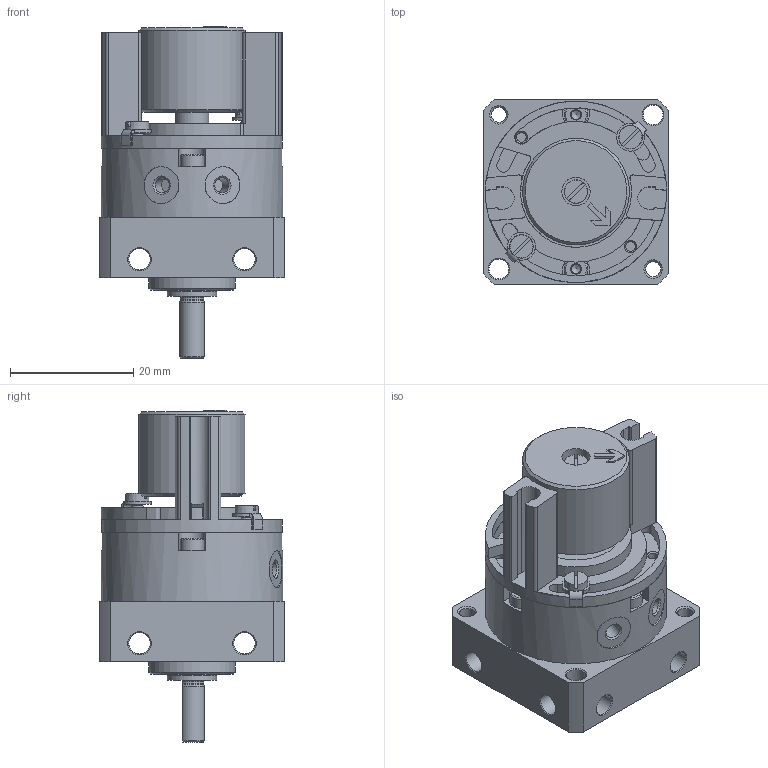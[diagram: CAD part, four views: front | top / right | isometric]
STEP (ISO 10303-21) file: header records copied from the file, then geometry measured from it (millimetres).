
FILE_DESCRIPTION(/* description */ ('STEP AP214'),/* implementation_level */ '2;1');
FILE_NAME(/* name */ '173195_DSM-6-90-P-A',/* time_stamp */ '2024-08-21T18:56:14+02:00',/* author */ ('License CC BY-ND 4.0'),/* organization */ ('CADENAS'),/* preprocessor_version */ 'ST-DEVELOPER v19.3',/* originating_system */ 'PARTsolutions',/* authorisation */ ' ');
FILE_SCHEMA (('AUTOMOTIVE_DESIGN {1 0 10303 214 3 1 1}'));
Length unit declared in the file: millimetre
Products named in the file (10): 173195 DSM-6-90-P-A---(90); 173195 DSM-6-90-P-A---(90_RZ); 173195 DSM-6-90-P-A---(K); 678676 WSM-6-SME-10---(halter_rechts); 678679 WSM-6-SME-10---(halter_links); 372798 WSM-6-SME-10---(halter_magnet); Tooth lock washer DIN 6797 - J2.2; DIN-84 - M2x10; 380816---(scheibe); DIN-84 - M2x6
Assembly tree (11 placements, depth 2):
  173195 DSM-6-90-P-A---(90)
    173195 DSM-6-90-P-A---(90_RZ)
    173195 DSM-6-90-P-A---(K)
    678676 WSM-6-SME-10---(halter_rechts)
    678679 WSM-6-SME-10---(halter_links)
    372798 WSM-6-SME-10---(halter_magnet)
    Tooth lock washer DIN 6797 - J2.2
    DIN-84 - M2x10
    380816---(scheibe)  x2
    DIN-84 - M2x6  x2
Bounding box: 30 x 30 x 53.8 mm (x, y, z)
Volume: 17505.8 mm3; surface area: 14571 mm2
Topology: 11 solids, 11 shells, 487 faces, 1193 edges, 745 vertices
Faces by surface type: plane 242, cylinder 153, cone 87, torus 5
Full cylindrical faces by diameter (mm): 1.567 x5, 2 x3, 2.2 x2, 2.4 x1, 2.459 x4, 3.2 x3, 3.5 x12, 3.8 x7, 4.6 x2, 5 x3, 5.4 x1, 8 x1, 14 x3, 15.3 x1, 17.3 x1, 18 x2, 22.344 x1, 29.4 x2
Entity records: 13342 total; most frequent: CARTESIAN_POINT 2409, DIRECTION 2337, ORIENTED_EDGE 2012, EDGE_CURVE 1006, AXIS2_PLACEMENT_3D 920, VERTEX_POINT 690, FACE_BOUND 638, EDGE_LOOP 633
